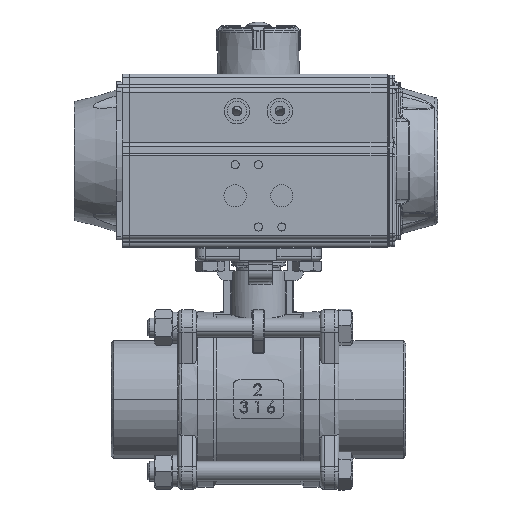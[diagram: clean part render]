
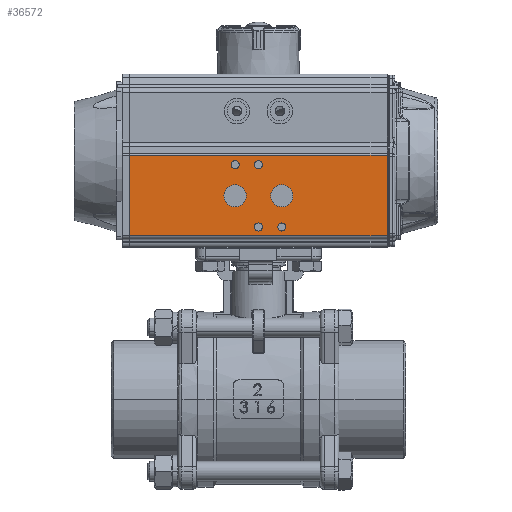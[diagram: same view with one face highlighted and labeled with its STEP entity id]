
A CAD part, top view. The second image highlights one B-rep face of the part: STEP entity #36572.
In plain terms, the highlighted face is planar.
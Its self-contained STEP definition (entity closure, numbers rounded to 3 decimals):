
#3134=B_SPLINE_CURVE_WITH_KNOTS('',3,(#99978,#99979,#99980,#99981),
 .UNSPECIFIED.,.F.,.F.,(4,4),(0.,1.),.UNSPECIFIED.);
#3138=B_SPLINE_CURVE_WITH_KNOTS('',3,(#100230,#100231,#100232,#100233),
 .UNSPECIFIED.,.F.,.F.,(4,4),(0.,1.),
 .UNSPECIFIED.);
#5096=LINE('',#100079,#7109);
#5118=LINE('',#100168,#7131);
#7109=VECTOR('',#49418,1000.);
#7131=VECTOR('',#49488,1000.);
#17856=ORIENTED_EDGE('',*,*,#23158,.F.);
#17857=ORIENTED_EDGE('',*,*,#23229,.T.);
#17858=ORIENTED_EDGE('',*,*,#23203,.T.);
#17859=ORIENTED_EDGE('',*,*,#23133,.T.);
#17860=ORIENTED_EDGE('',*,*,#23134,.T.);
#17861=ORIENTED_EDGE('',*,*,#23136,.T.);
#17862=ORIENTED_EDGE('',*,*,#23138,.T.);
#17863=ORIENTED_EDGE('',*,*,#23140,.T.);
#17864=ORIENTED_EDGE('',*,*,#23142,.T.);
#17865=ORIENTED_EDGE('',*,*,#23144,.T.);
#23133=EDGE_CURVE('',#26626,#26629,#3134,.T.);
#23134=EDGE_CURVE('',#26630,#26630,#28337,.F.);
#23136=EDGE_CURVE('',#26632,#26632,#28339,.F.);
#23138=EDGE_CURVE('',#26634,#26634,#28341,.F.);
#23140=EDGE_CURVE('',#26636,#26636,#28343,.F.);
#23142=EDGE_CURVE('',#26638,#26638,#28345,.F.);
#23144=EDGE_CURVE('',#26640,#26640,#28347,.F.);
#23158=EDGE_CURVE('',#26668,#26629,#5096,.T.);
#23203=EDGE_CURVE('',#26712,#26626,#5118,.T.);
#23229=EDGE_CURVE('',#26668,#26712,#3138,.T.);
#26626=VERTEX_POINT('',#99972);
#26629=VERTEX_POINT('',#99977);
#26630=VERTEX_POINT('',#99984);
#26632=VERTEX_POINT('',#99989);
#26634=VERTEX_POINT('',#99994);
#26636=VERTEX_POINT('',#99999);
#26638=VERTEX_POINT('',#100004);
#26640=VERTEX_POINT('',#100009);
#26668=VERTEX_POINT('',#100078);
#26712=VERTEX_POINT('',#100169);
#28337=CIRCLE('',#40390,5.723);
#28339=CIRCLE('',#40393,5.723);
#28341=CIRCLE('',#40396,2.067);
#28343=CIRCLE('',#40399,2.067);
#28345=CIRCLE('',#40402,2.067);
#28347=CIRCLE('',#40405,2.067);
#30974=EDGE_LOOP('',(#17856,#17857,#17858,#17859));
#30975=EDGE_LOOP('',(#17860));
#30976=EDGE_LOOP('',(#17861));
#30977=EDGE_LOOP('',(#17862));
#30978=EDGE_LOOP('',(#17863));
#30979=EDGE_LOOP('',(#17864));
#30980=EDGE_LOOP('',(#17865));
#33623=FACE_BOUND('',#30974,.T.);
#33624=FACE_BOUND('',#30975,.T.);
#33625=FACE_BOUND('',#30976,.T.);
#33626=FACE_BOUND('',#30977,.T.);
#33627=FACE_BOUND('',#30978,.T.);
#33628=FACE_BOUND('',#30979,.T.);
#33629=FACE_BOUND('',#30980,.T.);
#34372=PLANE('',#40494);
#36572=ADVANCED_FACE('',(#33623,#33624,#33625,#33626,#33627,#33628,#33629),
#34372,.T.);
#40390=AXIS2_PLACEMENT_3D('',#99983,#49306,#49307);
#40393=AXIS2_PLACEMENT_3D('',#99988,#49312,#49313);
#40396=AXIS2_PLACEMENT_3D('',#99993,#49318,#49319);
#40399=AXIS2_PLACEMENT_3D('',#99998,#49324,#49325);
#40402=AXIS2_PLACEMENT_3D('',#100003,#49330,#49331);
#40405=AXIS2_PLACEMENT_3D('',#100008,#49336,#49337);
#40494=AXIS2_PLACEMENT_3D('',#100229,#49559,#49560);
#49306=DIRECTION('',(1.,0.,0.));
#49307=DIRECTION('',(0.,0.,-1.));
#49312=DIRECTION('',(1.,0.,0.));
#49313=DIRECTION('',(0.,0.,-1.));
#49318=DIRECTION('',(1.,0.,0.));
#49319=DIRECTION('',(0.,0.,-1.));
#49324=DIRECTION('',(1.,0.,0.));
#49325=DIRECTION('',(0.,0.,-1.));
#49330=DIRECTION('',(1.,0.,0.));
#49331=DIRECTION('',(0.,0.,-1.));
#49336=DIRECTION('',(1.,0.,0.));
#49337=DIRECTION('',(0.,0.,-1.));
#49418=DIRECTION('',(0.,1.,0.));
#49488=DIRECTION('',(0.,1.,0.));
#49559=DIRECTION('',(1.,0.,0.));
#49560=DIRECTION('',(0.,1.,0.));
#99972=CARTESIAN_POINT('',(47.,2.864,0.));
#99977=CARTESIAN_POINT('',(47.,2.864,132.));
#99978=CARTESIAN_POINT('',(47.,2.864,0.));
#99979=CARTESIAN_POINT('',(47.,2.864,44.));
#99980=CARTESIAN_POINT('',(47.,2.864,88.));
#99981=CARTESIAN_POINT('',(47.,2.864,132.));
#99983=CARTESIAN_POINT('',(47.,-17.971,54.));
#99984=CARTESIAN_POINT('',(47.,-17.971,48.278));
#99988=CARTESIAN_POINT('',(47.,-17.971,78.));
#99989=CARTESIAN_POINT('',(47.,-17.971,72.278));
#99993=CARTESIAN_POINT('',(47.,-33.971,54.));
#99994=CARTESIAN_POINT('',(47.,-33.971,51.933));
#99998=CARTESIAN_POINT('',(47.,-1.971,78.));
#99999=CARTESIAN_POINT('',(47.,-1.971,75.933));
#100003=CARTESIAN_POINT('',(47.,-1.971,66.));
#100004=CARTESIAN_POINT('',(47.,-1.971,63.933));
#100008=CARTESIAN_POINT('',(47.,-33.971,66.));
#100009=CARTESIAN_POINT('',(47.,-33.971,63.933));
#100078=CARTESIAN_POINT('',(47.,-38.493,132.));
#100079=CARTESIAN_POINT('',(47.,-2.42,132.));
#100168=CARTESIAN_POINT('',(47.,-38.493,0.));
#100169=CARTESIAN_POINT('',(47.,-38.493,0.));
#100229=CARTESIAN_POINT('',(47.,-38.493,0.));
#100230=CARTESIAN_POINT('',(47.,-38.493,132.));
#100231=CARTESIAN_POINT('',(47.,-38.493,88.));
#100232=CARTESIAN_POINT('',(47.,-38.493,44.));
#100233=CARTESIAN_POINT('',(47.,-38.493,0.));
